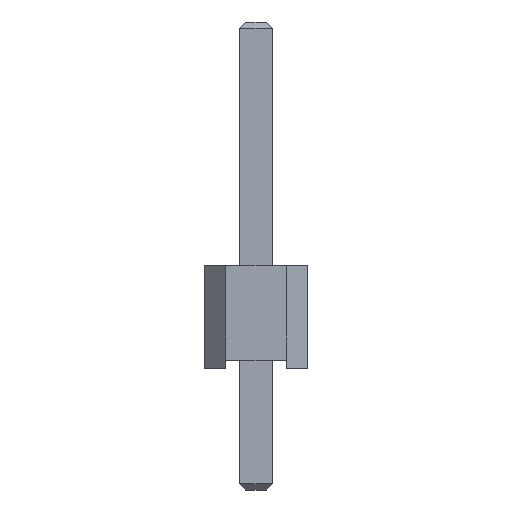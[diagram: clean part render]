
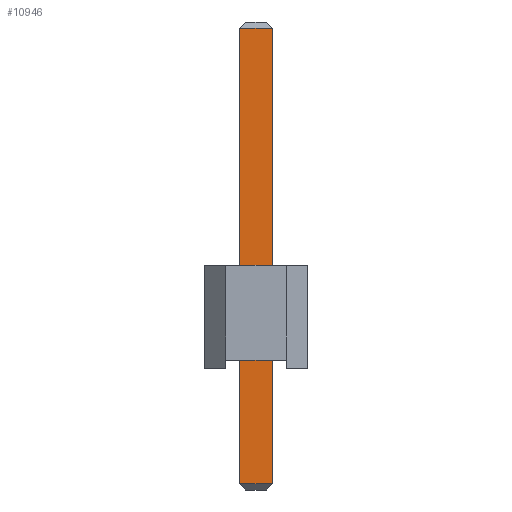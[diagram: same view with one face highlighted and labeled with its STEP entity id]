
A CAD part, front view. The second image highlights one B-rep face of the part: STEP entity #10946.
In plain terms, the highlighted planar face has unit normal (0, -1, 0).
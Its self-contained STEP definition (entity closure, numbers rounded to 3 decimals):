
#10534 = PLANE('',#10535);
#10535 = AXIS2_PLACEMENT_3D('',#10536,#10537,#10538);
#10536 = CARTESIAN_POINT('',(-0.4,-0.4,-3.));
#10537 = DIRECTION('',(-1.,0.,0.));
#10538 = DIRECTION('',(0.,1.,0.));
#10590 = PLANE('',#10591);
#10591 = AXIS2_PLACEMENT_3D('',#10592,#10593,#10594);
#10592 = CARTESIAN_POINT('',(0.4,0.4,-3.));
#10593 = DIRECTION('',(1.,0.,0.));
#10594 = DIRECTION('',(0.,-1.,0.));
#10631 = EDGE_CURVE('',#10632,#10634,#10636,.T.);
#10632 = VERTEX_POINT('',#10633);
#10633 = CARTESIAN_POINT('',(-0.4,-0.4,-2.85));
#10634 = VERTEX_POINT('',#10635);
#10635 = CARTESIAN_POINT('',(-0.4,-0.4,8.39));
#10636 = SURFACE_CURVE('',#10637,(#10641,#10648),.PCURVE_S1.);
#10637 = LINE('',#10638,#10639);
#10638 = CARTESIAN_POINT('',(-0.4,-0.4,-3.));
#10639 = VECTOR('',#10640,1.);
#10640 = DIRECTION('',(0.,0.,1.));
#10641 = PCURVE('',#10534,#10642);
#10642 = DEFINITIONAL_REPRESENTATION('',(#10643),#10647);
#10643 = LINE('',#10644,#10645);
#10644 = CARTESIAN_POINT('',(0.,0.));
#10645 = VECTOR('',#10646,1.);
#10646 = DIRECTION('',(0.,-1.));
#10647 = ( GEOMETRIC_REPRESENTATION_CONTEXT(2) 
PARAMETRIC_REPRESENTATION_CONTEXT() REPRESENTATION_CONTEXT('2D SPACE',''
  ) );
#10648 = PCURVE('',#10649,#10654);
#10649 = PLANE('',#10650);
#10650 = AXIS2_PLACEMENT_3D('',#10651,#10652,#10653);
#10651 = CARTESIAN_POINT('',(0.4,-0.4,-3.));
#10652 = DIRECTION('',(0.,-1.,0.));
#10653 = DIRECTION('',(-1.,0.,0.));
#10654 = DEFINITIONAL_REPRESENTATION('',(#10655),#10659);
#10655 = LINE('',#10656,#10657);
#10656 = CARTESIAN_POINT('',(0.8,0.));
#10657 = VECTOR('',#10658,1.);
#10658 = DIRECTION('',(0.,-1.));
#10659 = ( GEOMETRIC_REPRESENTATION_CONTEXT(2) 
PARAMETRIC_REPRESENTATION_CONTEXT() REPRESENTATION_CONTEXT('2D SPACE',''
  ) );
#10881 = VERTEX_POINT('',#10882);
#10882 = CARTESIAN_POINT('',(0.4,-0.4,8.39));
#10903 = EDGE_CURVE('',#10904,#10881,#10906,.T.);
#10904 = VERTEX_POINT('',#10905);
#10905 = CARTESIAN_POINT('',(0.4,-0.4,-2.85));
#10906 = SURFACE_CURVE('',#10907,(#10911,#10918),.PCURVE_S1.);
#10907 = LINE('',#10908,#10909);
#10908 = CARTESIAN_POINT('',(0.4,-0.4,-3.));
#10909 = VECTOR('',#10910,1.);
#10910 = DIRECTION('',(0.,0.,1.));
#10911 = PCURVE('',#10590,#10912);
#10912 = DEFINITIONAL_REPRESENTATION('',(#10913),#10917);
#10913 = LINE('',#10914,#10915);
#10914 = CARTESIAN_POINT('',(0.8,0.));
#10915 = VECTOR('',#10916,1.);
#10916 = DIRECTION('',(0.,-1.));
#10917 = ( GEOMETRIC_REPRESENTATION_CONTEXT(2) 
PARAMETRIC_REPRESENTATION_CONTEXT() REPRESENTATION_CONTEXT('2D SPACE',''
  ) );
#10918 = PCURVE('',#10649,#10919);
#10919 = DEFINITIONAL_REPRESENTATION('',(#10920),#10924);
#10920 = LINE('',#10921,#10922);
#10921 = CARTESIAN_POINT('',(0.,-0.));
#10922 = VECTOR('',#10923,1.);
#10923 = DIRECTION('',(0.,-1.));
#10924 = ( GEOMETRIC_REPRESENTATION_CONTEXT(2) 
PARAMETRIC_REPRESENTATION_CONTEXT() REPRESENTATION_CONTEXT('2D SPACE',''
  ) );
#10946 = ADVANCED_FACE('',(#10947),#10649,.T.);
#10947 = FACE_BOUND('',#10948,.T.);
#10948 = EDGE_LOOP('',(#10949,#10950,#10976,#10977));
#10949 = ORIENTED_EDGE('',*,*,#10903,.T.);
#10950 = ORIENTED_EDGE('',*,*,#10951,.T.);
#10951 = EDGE_CURVE('',#10881,#10634,#10952,.T.);
#10952 = SURFACE_CURVE('',#10953,(#10957,#10964),.PCURVE_S1.);
#10953 = LINE('',#10954,#10955);
#10954 = CARTESIAN_POINT('',(0.4,-0.4,8.39));
#10955 = VECTOR('',#10956,1.);
#10956 = DIRECTION('',(-1.,0.,0.));
#10957 = PCURVE('',#10649,#10958);
#10958 = DEFINITIONAL_REPRESENTATION('',(#10959),#10963);
#10959 = LINE('',#10960,#10961);
#10960 = CARTESIAN_POINT('',(0.,-11.39));
#10961 = VECTOR('',#10962,1.);
#10962 = DIRECTION('',(1.,0.));
#10963 = ( GEOMETRIC_REPRESENTATION_CONTEXT(2) 
PARAMETRIC_REPRESENTATION_CONTEXT() REPRESENTATION_CONTEXT('2D SPACE',''
  ) );
#10964 = PCURVE('',#10965,#10970);
#10965 = PLANE('',#10966);
#10966 = AXIS2_PLACEMENT_3D('',#10967,#10968,#10969);
#10967 = CARTESIAN_POINT('',(0.4,-0.325,8.465));
#10968 = DIRECTION('',(0.,-0.707,0.707));
#10969 = DIRECTION('',(1.,0.,0.));
#10970 = DEFINITIONAL_REPRESENTATION('',(#10971),#10975);
#10971 = LINE('',#10972,#10973);
#10972 = CARTESIAN_POINT('',(-0.,-0.106));
#10973 = VECTOR('',#10974,1.);
#10974 = DIRECTION('',(-1.,0.));
#10975 = ( GEOMETRIC_REPRESENTATION_CONTEXT(2) 
PARAMETRIC_REPRESENTATION_CONTEXT() REPRESENTATION_CONTEXT('2D SPACE',''
  ) );
#10976 = ORIENTED_EDGE('',*,*,#10631,.F.);
#10977 = ORIENTED_EDGE('',*,*,#10978,.F.);
#10978 = EDGE_CURVE('',#10904,#10632,#10979,.T.);
#10979 = SURFACE_CURVE('',#10980,(#10984,#10991),.PCURVE_S1.);
#10980 = LINE('',#10981,#10982);
#10981 = CARTESIAN_POINT('',(0.4,-0.4,-2.85));
#10982 = VECTOR('',#10983,1.);
#10983 = DIRECTION('',(-1.,0.,0.));
#10984 = PCURVE('',#10649,#10985);
#10985 = DEFINITIONAL_REPRESENTATION('',(#10986),#10990);
#10986 = LINE('',#10987,#10988);
#10987 = CARTESIAN_POINT('',(0.,-0.15));
#10988 = VECTOR('',#10989,1.);
#10989 = DIRECTION('',(1.,0.));
#10990 = ( GEOMETRIC_REPRESENTATION_CONTEXT(2) 
PARAMETRIC_REPRESENTATION_CONTEXT() REPRESENTATION_CONTEXT('2D SPACE',''
  ) );
#10991 = PCURVE('',#10992,#10997);
#10992 = PLANE('',#10993);
#10993 = AXIS2_PLACEMENT_3D('',#10994,#10995,#10996);
#10994 = CARTESIAN_POINT('',(0.4,-0.325,-2.925));
#10995 = DIRECTION('',(0.,0.707,0.707)
  );
#10996 = DIRECTION('',(1.,0.,0.));
#10997 = DEFINITIONAL_REPRESENTATION('',(#10998),#11002);
#10998 = LINE('',#10999,#11000);
#10999 = CARTESIAN_POINT('',(-0.,-0.106));
#11000 = VECTOR('',#11001,1.);
#11001 = DIRECTION('',(-1.,0.));
#11002 = ( GEOMETRIC_REPRESENTATION_CONTEXT(2) 
PARAMETRIC_REPRESENTATION_CONTEXT() REPRESENTATION_CONTEXT('2D SPACE',''
  ) );
